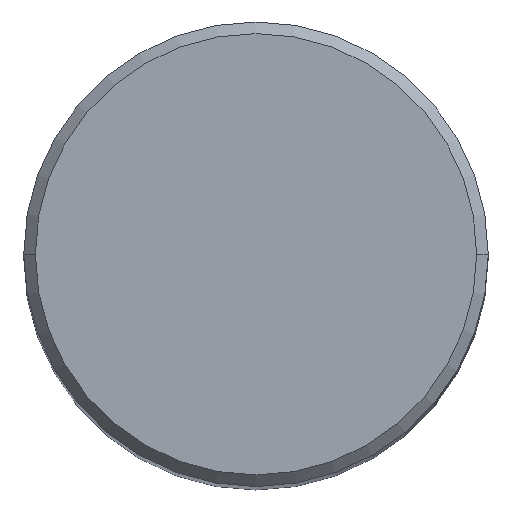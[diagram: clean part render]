
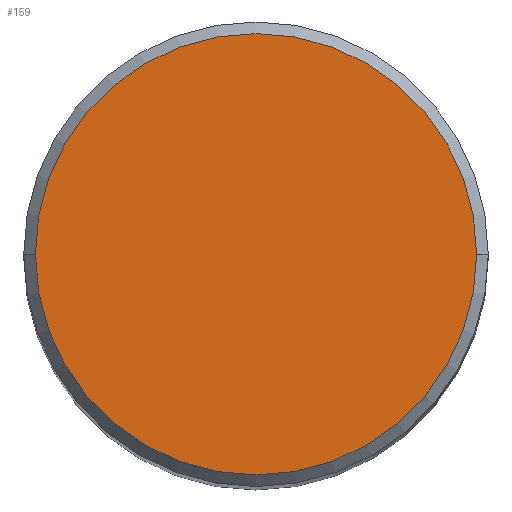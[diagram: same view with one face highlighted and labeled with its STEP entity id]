
A CAD part, top view. The second image highlights one B-rep face of the part: STEP entity #159.
In plain terms, the highlighted planar face has unit normal (0, 0, 1).
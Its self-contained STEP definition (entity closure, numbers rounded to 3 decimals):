
#15 = AXIS2_PLACEMENT_3D ( 'NONE', #308, #165, #282 ) ;
#18 = EDGE_CURVE ( 'NONE', #206, #36, #180, .T. ) ;
#36 = VERTEX_POINT ( 'NONE', #309 ) ;
#53 = CARTESIAN_POINT ( 'NONE',  ( 0., 0., 79. ) ) ;
#68 = DIRECTION ( 'NONE',  ( 0., 0., -1. ) ) ;
#93 = PLANE ( 'NONE',  #212 ) ;
#95 = ORIENTED_EDGE ( 'NONE', *, *, #341, .T. ) ;
#120 = FACE_OUTER_BOUND ( 'NONE', #278, .T. ) ;
#131 = CARTESIAN_POINT ( 'NONE',  ( -5.7, 0., 79. ) ) ;
#159 = ADVANCED_FACE ( 'NONE', ( #120 ), #93, .F. ) ;
#161 = DIRECTION ( 'NONE',  ( 0., 0., 1. ) ) ;
#165 = DIRECTION ( 'NONE',  ( 0., 0., 1. ) ) ;
#180 = CIRCLE ( 'NONE', #15, 5.7 ) ;
#206 = VERTEX_POINT ( 'NONE', #131 ) ;
#209 = DIRECTION ( 'NONE',  ( 1., 0., 0. ) ) ;
#212 = AXIS2_PLACEMENT_3D ( 'NONE', #319, #68, #346 ) ;
#213 = CIRCLE ( 'NONE', #348, 5.7 ) ;
#278 = EDGE_LOOP ( 'NONE', ( #283, #95 ) ) ;
#282 = DIRECTION ( 'NONE',  ( 1., 0., 0. ) ) ;
#283 = ORIENTED_EDGE ( 'NONE', *, *, #18, .T. ) ;
#308 = CARTESIAN_POINT ( 'NONE',  ( 0., 0., 79. ) ) ;
#309 = CARTESIAN_POINT ( 'NONE',  ( 5.7, 0., 79. ) ) ;
#319 = CARTESIAN_POINT ( 'NONE',  ( 0., 5.7, 79. ) ) ;
#341 = EDGE_CURVE ( 'NONE', #36, #206, #213, .T. ) ;
#346 = DIRECTION ( 'NONE',  ( -1., 0., 0. ) ) ;
#348 = AXIS2_PLACEMENT_3D ( 'NONE', #53, #161, #209 ) ;
